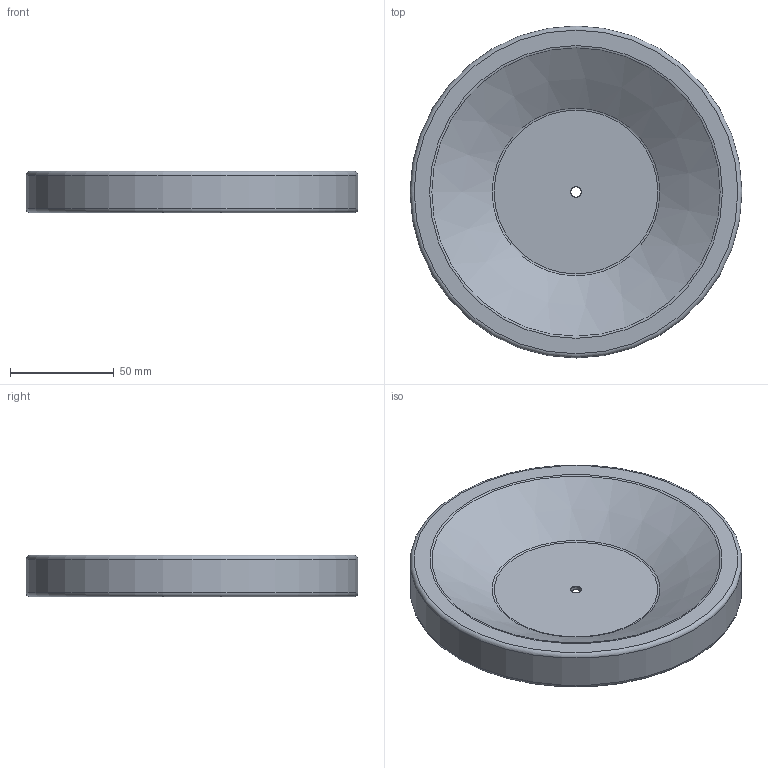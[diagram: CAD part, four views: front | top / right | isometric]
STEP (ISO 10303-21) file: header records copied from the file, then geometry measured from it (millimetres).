
FILE_DESCRIPTION(/* description */ (''),/* implementation_level */ '2;1');
FILE_NAME(/* name */ 'bowl disc.step',/* time_stamp */ '2021-01-04T10:48:14-06:00',/* author */ (''),/* organization */ (''),/* preprocessor_version */ 'ST-DEVELOPER v18.1',/* originating_system */ 'Autodesk Translation Framework v9.7.1.1290',/* authorisation */ '');
FILE_SCHEMA (('AUTOMOTIVE_DESIGN { 1 0 10303 214 3 1 1 }'));
Length unit declared in the file: millimetre
Products named in the file (1): bowl disc
Bounding box: 160 x 160 x 20 mm (x, y, z)
Volume: 225899.3 mm3; surface area: 51092.1 mm2
Topology: 1 solids, 1 shells, 12 faces, 23 edges, 12 vertices
Faces by surface type: torus 6, cone 4, cylinder 1, plane 1
Full cylindrical faces by diameter (mm): 5 x1
Entity records: 342 total; most frequent: DIRECTION 67, CARTESIAN_POINT 48, ORIENTED_EDGE 46, AXIS2_PLACEMENT_3D 31, EDGE_CURVE 23, CIRCLE 18, EDGE_LOOP 13, FACE_OUTER_BOUND 12
